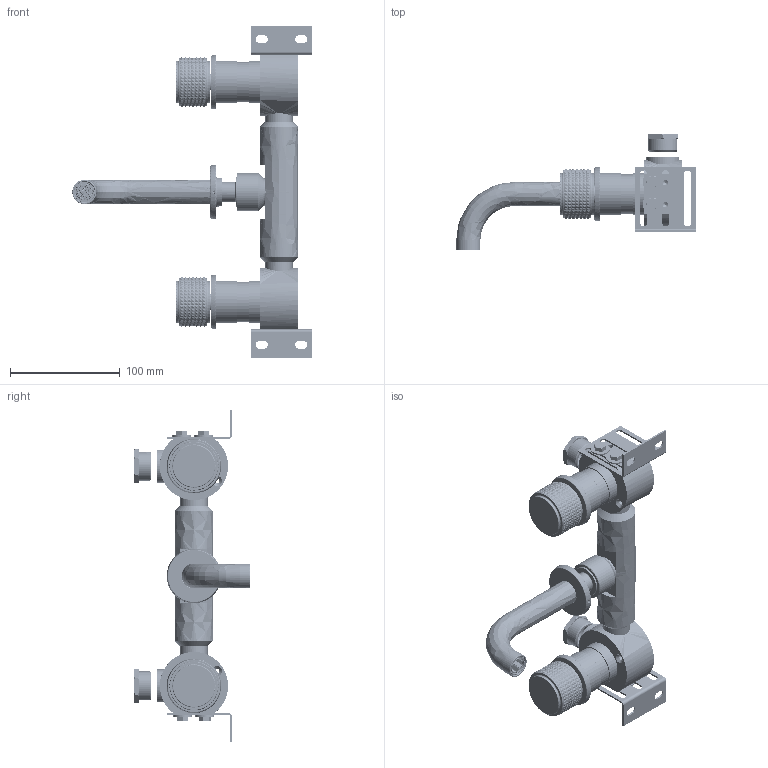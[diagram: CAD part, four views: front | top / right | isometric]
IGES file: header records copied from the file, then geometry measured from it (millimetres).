
Global section: file name: T20K17-120CPR; native system: Autodesk Inventor 2024; preprocessor: unknown; author: rclarke; date: 20250520.104108; units: millimetre
Bounding box: 217.85 x 105.5 x 302 mm (x, y, z)
Volume: 523754.2 mm3; surface area: 242408.6 mm2
Topology: 67 solids, 67 shells, 7342 faces, 18616 edges, 11532 vertices
Faces by surface type: bspline 7342
